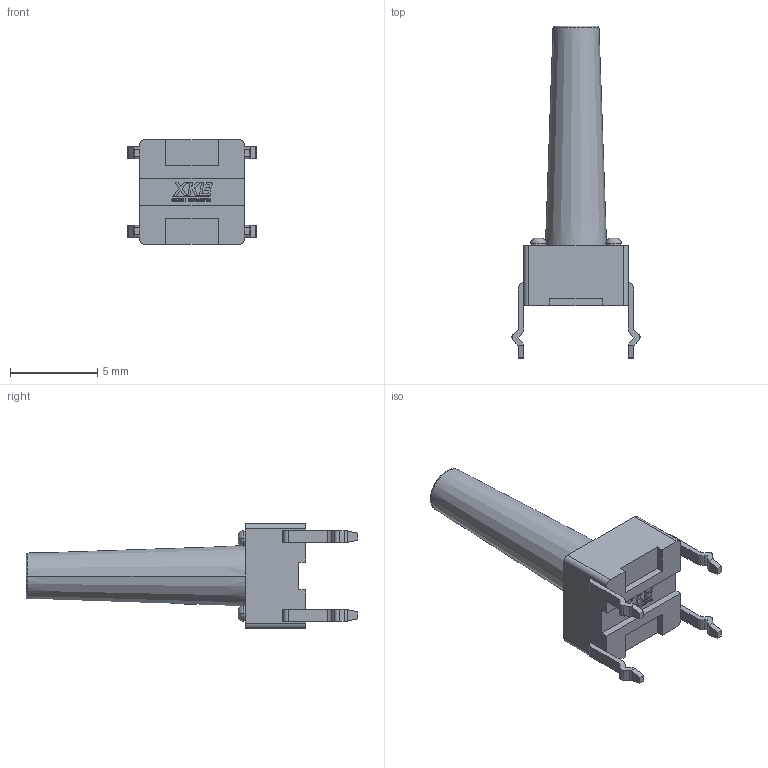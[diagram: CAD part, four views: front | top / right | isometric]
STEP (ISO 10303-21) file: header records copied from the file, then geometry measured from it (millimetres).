
FILE_DESCRIPTION(('STEP AP214'),'1');
FILE_NAME('tc-1102-a-x-r.stp','2022-05-18T02:16:29',('TraceParts'),('TraceParts S.A.'),'Spatial InterOp 3D',' ',' ');
FILE_SCHEMA(('AUTOMOTIVE_DESIGN { 1 0 10303 214 1 1 1 1 }'));
Length unit declared in the file: millimetre
Products named in the file (1): tc-1102-a-x-r
Bounding box: 7.33 x 19 x 6 mm (x, y, z)
Volume: 213.9 mm3; surface area: 308.5 mm2
Topology: 1 solids, 1 shells, 561 faces, 1584 edges, 1050 vertices
Faces by surface type: plane 505, cylinder 42, bspline 8, torus 4, cone 2
Entity records: 18063 total; most frequent: CARTESIAN_POINT 3460, ORIENTED_EDGE 3168, DIRECTION 2790, EDGE_CURVE 1584, LINE 1454, VECTOR 1454, VERTEX_POINT 1050, AXIS2_PLACEMENT_3D 668
